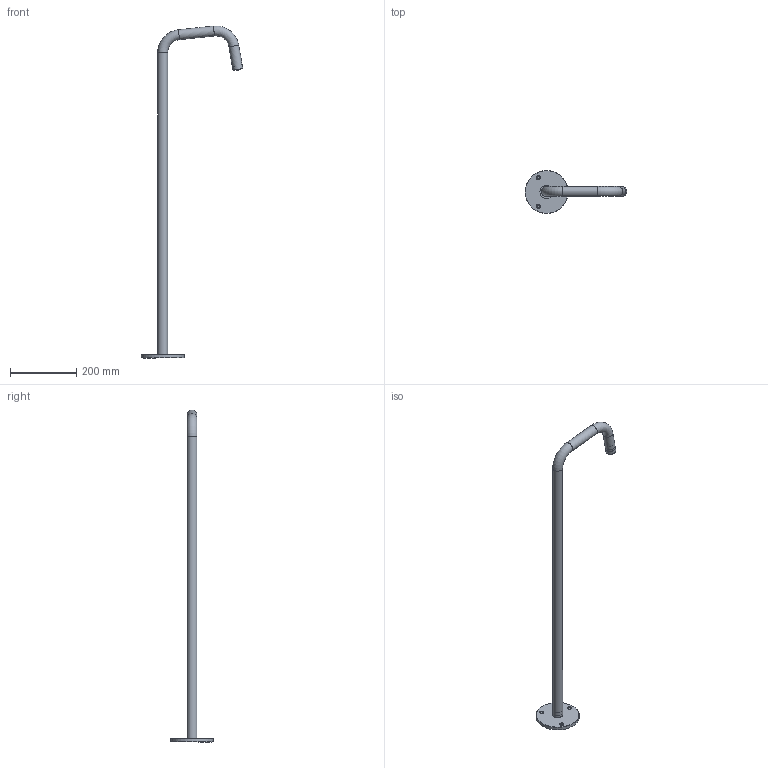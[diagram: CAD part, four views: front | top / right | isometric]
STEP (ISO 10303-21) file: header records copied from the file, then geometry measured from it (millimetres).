
FILE_DESCRIPTION(/* description */ ('Unknown'),/* implementation_level */ '2;1');
FILE_NAME(/* name */ 'AR086',/* time_stamp */ '2022-12-12T17:48:32+01:00',/* author */ ('Unknown'),/* organization */ ('Unknown'),/* preprocessor_version */ 'ST-DEVELOPER v16.7',/* originating_system */ 'DEX',/* authorisation */ $);
FILE_SCHEMA (('AUTOMOTIVE_DESIGN {1 0 10303 214 3 1 1}'));
Length unit declared in the file: millimetre
Products named in the file (11): AR086-00; AR076-04; B077-001; B077-10; B077-27; AR086-01; AR077-009_oa_0; B077-12; AR077-009_oa_1; AR076-02; AR077-009_oa_2
Assembly tree (12 placements, depth 3):
  AR086-00
    AR076-04
    B077-001
      B077-10
      B077-27
    AR086-01
    AR077-009_oa_0
      B077-12
    AR077-009_oa_1
      B077-12
    AR076-02
    AR077-009_oa_2
      B077-12
Bounding box: 306.52 x 129.5 x 1000.95 mm (x, y, z)
Volume: 330786.8 mm3; surface area: 262405.5 mm2
Topology: 8 solids, 8 shells, 183 faces, 422 edges, 278 vertices
Faces by surface type: plane 78, cylinder 69, cone 27, torus 8, sphere 1
Full cylindrical faces by diameter (mm): 6.529 x3, 8 x3, 10.5 x3, 12.2 x6, 12.5 x3, 14.95 x2, 18 x1, 21.6 x2, 22.917 x2, 23.472 x2, 24 x1, 24.25 x1, 25.7 x1, 25.8 x3, 25.917 x4, 27 x1, 27.5 x1, 27.7 x1, 28 x1, 30 x3, 40.5 x1, 86 x1, 114.5 x1, 123 x1, 129.5 x1
Entity records: 4457 total; most frequent: DIRECTION 746, CARTESIAN_POINT 732, ORIENTED_EDGE 546, AXIS2_PLACEMENT_3D 325, EDGE_CURVE 273, FACE_BOUND 260, EDGE_LOOP 259, VERTEX_POINT 215
